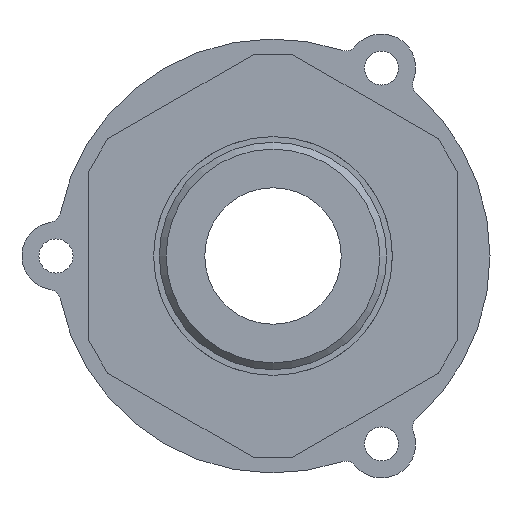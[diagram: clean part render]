
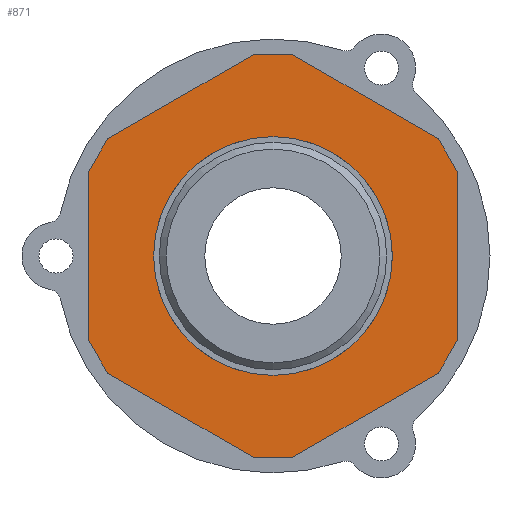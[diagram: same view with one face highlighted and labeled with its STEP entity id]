
A CAD part, left-side view. The second image highlights one B-rep face of the part: STEP entity #871.
In plain terms, the highlighted planar face has unit normal (-1, 0, 0).
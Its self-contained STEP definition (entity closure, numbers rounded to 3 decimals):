
#38=LINE('',#1386,#102);
#41=LINE('',#1391,#105);
#43=LINE('',#1395,#107);
#44=LINE('',#1397,#108);
#45=LINE('',#1399,#109);
#46=LINE('',#1401,#110);
#47=LINE('',#1403,#111);
#48=LINE('',#1405,#112);
#49=LINE('',#1407,#113);
#50=LINE('',#1409,#114);
#51=LINE('',#1411,#115);
#52=LINE('',#1412,#116);
#102=VECTOR('',#1133,3.464);
#105=VECTOR('',#1138,15.6);
#107=VECTOR('',#1142,15.6);
#108=VECTOR('',#1143,3.464);
#109=VECTOR('',#1144,15.6);
#110=VECTOR('',#1145,3.464);
#111=VECTOR('',#1146,15.6);
#112=VECTOR('',#1147,3.464);
#113=VECTOR('',#1148,15.6);
#114=VECTOR('',#1149,3.464);
#115=VECTOR('',#1150,15.6);
#116=VECTOR('',#1151,3.464);
#165=PLANE('',#957);
#201=FACE_BOUND('',#297,.T.);
#236=FACE_OUTER_BOUND('',#296,.T.);
#296=EDGE_LOOP('',(#671,#672,#673,#674,#675,#676,#677,#678,#679,#680,#681,
#682));
#297=EDGE_LOOP('',(#683));
#373=CIRCLE('',#958,11.001);
#432=VERTEX_POINT('',#1384);
#433=VERTEX_POINT('',#1385);
#434=VERTEX_POINT('',#1390);
#435=VERTEX_POINT('',#1394);
#436=VERTEX_POINT('',#1396);
#437=VERTEX_POINT('',#1398);
#438=VERTEX_POINT('',#1400);
#439=VERTEX_POINT('',#1402);
#440=VERTEX_POINT('',#1404);
#441=VERTEX_POINT('',#1406);
#442=VERTEX_POINT('',#1408);
#443=VERTEX_POINT('',#1410);
#444=VERTEX_POINT('',#1413);
#523=EDGE_CURVE('',#432,#433,#38,.T.);
#526=EDGE_CURVE('',#434,#433,#41,.T.);
#528=EDGE_CURVE('',#432,#435,#43,.T.);
#529=EDGE_CURVE('',#436,#435,#44,.T.);
#530=EDGE_CURVE('',#436,#437,#45,.T.);
#531=EDGE_CURVE('',#438,#437,#46,.T.);
#532=EDGE_CURVE('',#438,#439,#47,.T.);
#533=EDGE_CURVE('',#440,#439,#48,.T.);
#534=EDGE_CURVE('',#440,#441,#49,.T.);
#535=EDGE_CURVE('',#442,#441,#50,.T.);
#536=EDGE_CURVE('',#442,#443,#51,.T.);
#537=EDGE_CURVE('',#434,#443,#52,.T.);
#538=EDGE_CURVE('',#444,#444,#373,.T.);
#671=ORIENTED_EDGE('',*,*,#523,.F.);
#672=ORIENTED_EDGE('',*,*,#528,.T.);
#673=ORIENTED_EDGE('',*,*,#529,.F.);
#674=ORIENTED_EDGE('',*,*,#530,.T.);
#675=ORIENTED_EDGE('',*,*,#531,.F.);
#676=ORIENTED_EDGE('',*,*,#532,.T.);
#677=ORIENTED_EDGE('',*,*,#533,.F.);
#678=ORIENTED_EDGE('',*,*,#534,.T.);
#679=ORIENTED_EDGE('',*,*,#535,.F.);
#680=ORIENTED_EDGE('',*,*,#536,.T.);
#681=ORIENTED_EDGE('',*,*,#537,.F.);
#682=ORIENTED_EDGE('',*,*,#526,.T.);
#683=ORIENTED_EDGE('',*,*,#538,.T.);
#871=ADVANCED_FACE('',(#236,#201),#165,.T.);
#957=AXIS2_PLACEMENT_3D('',#1393,#1140,#1141);
#958=AXIS2_PLACEMENT_3D('',#1414,#1152,#1153);
#1133=DIRECTION('',(0.,-0.5,0.866));
#1138=DIRECTION('',(0.,0.866,-0.5));
#1140=DIRECTION('center_axis',(-1.,0.,0.));
#1141=DIRECTION('ref_axis',(0.,0.,1.));
#1142=DIRECTION('',(0.,0.,-1.));
#1143=DIRECTION('',(0.,0.5,0.866));
#1144=DIRECTION('',(0.,-0.866,-0.5));
#1145=DIRECTION('',(0.,1.,0.));
#1146=DIRECTION('',(0.,-0.866,0.5));
#1147=DIRECTION('',(0.,0.5,-0.866));
#1148=DIRECTION('',(0.,0.,1.));
#1149=DIRECTION('',(0.,-0.5,-0.866));
#1150=DIRECTION('',(0.,0.866,0.5));
#1151=DIRECTION('',(0.,-1.,0.));
#1152=DIRECTION('center_axis',(1.,0.,0.));
#1153=DIRECTION('ref_axis',(0.,0.,-1.));
#1384=CARTESIAN_POINT('',(-16.8,16.974,7.8));
#1385=CARTESIAN_POINT('',(-16.8,15.242,10.8));
#1386=CARTESIAN_POINT('',(-16.8,18.558,5.056));
#1390=CARTESIAN_POINT('',(-16.8,1.732,18.6));
#1391=CARTESIAN_POINT('',(-16.8,20.081,8.006));
#1393=CARTESIAN_POINT('Origin',(-16.8,19.6,0.));
#1394=CARTESIAN_POINT('',(-16.8,16.974,-7.8));
#1395=CARTESIAN_POINT('',(-16.8,16.974,-4.9));
#1396=CARTESIAN_POINT('',(-16.8,15.242,-10.8));
#1397=CARTESIAN_POINT('',(-16.8,18.558,-5.056));
#1398=CARTESIAN_POINT('',(-16.8,1.732,-18.6));
#1399=CARTESIAN_POINT('',(-16.8,11.594,-12.906));
#1400=CARTESIAN_POINT('',(-16.8,-1.732,-18.6));
#1401=CARTESIAN_POINT('',(-16.8,9.8,-18.6));
#1402=CARTESIAN_POINT('',(-16.8,-15.242,-10.8));
#1403=CARTESIAN_POINT('',(-16.8,-5.381,-16.494));
#1404=CARTESIAN_POINT('',(-16.8,-16.974,-7.8));
#1405=CARTESIAN_POINT('',(-16.8,-13.658,-13.544));
#1406=CARTESIAN_POINT('',(-16.8,-16.974,7.8));
#1407=CARTESIAN_POINT('',(-16.8,-16.974,4.9));
#1408=CARTESIAN_POINT('',(-16.8,-15.242,10.8));
#1409=CARTESIAN_POINT('',(-16.8,-13.658,13.544));
#1410=CARTESIAN_POINT('',(-16.8,-1.732,18.6));
#1411=CARTESIAN_POINT('',(-16.8,3.106,21.394));
#1412=CARTESIAN_POINT('',(-16.8,9.8,18.6));
#1413=CARTESIAN_POINT('',(-16.8,11.001,0.));
#1414=CARTESIAN_POINT('Origin',(-16.8,0.,0.));
